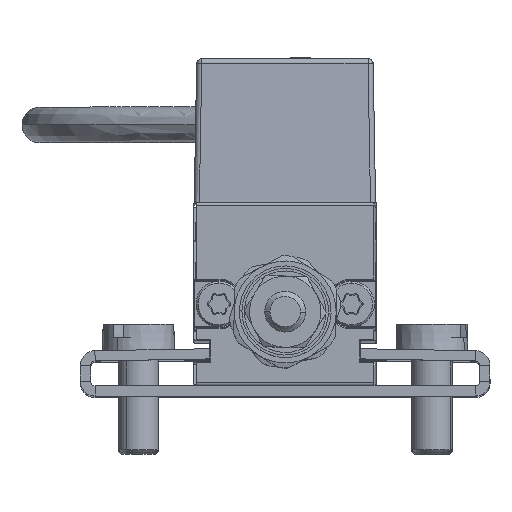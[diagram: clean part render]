
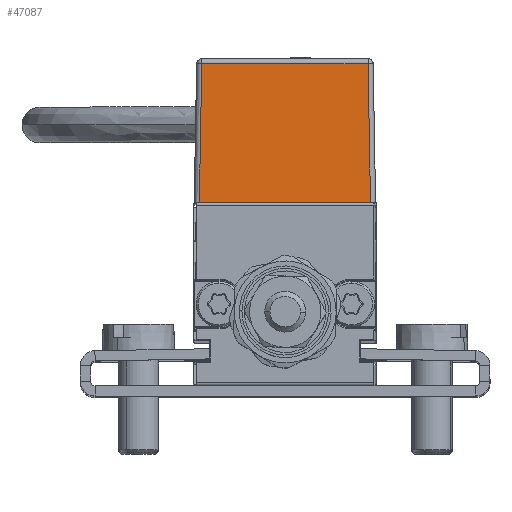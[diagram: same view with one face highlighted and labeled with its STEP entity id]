
A CAD part, top view. The second image highlights one B-rep face of the part: STEP entity #47087.
In plain terms, the highlighted planar face has unit normal (0, 0.018, 1).
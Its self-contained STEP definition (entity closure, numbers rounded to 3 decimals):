
#350 = VERTEX_POINT ( 'NONE', #13791 ) ;
#356 = VERTEX_POINT ( 'NONE', #13780 ) ;
#370 = VERTEX_POINT ( 'NONE', #13827 ) ;
#472 = VERTEX_POINT ( 'NONE', #14336 ) ;
#656 = ORIENTED_EDGE ( 'NONE', *, *, #47218, .T. ) ;
#658 = ORIENTED_EDGE ( 'NONE', *, *, #47210, .T. ) ;
#659 = ORIENTED_EDGE ( 'NONE', *, *, #47230, .T. ) ;
#660 = ORIENTED_EDGE ( 'NONE', *, *, #47209, .T. ) ;
#13780 = CARTESIAN_POINT ( 'NONE',  ( 8.129, 31.583, 132.547 ) ) ;
#13791 = CARTESIAN_POINT ( 'NONE',  ( 8.366, 18., 132.784 ) ) ;
#13827 = CARTESIAN_POINT ( 'NONE',  ( -8.189, 31.583, 132.547 ) ) ;
#14336 = CARTESIAN_POINT ( 'NONE',  ( -8.426, 18., 132.784 ) ) ;
#24591 = CARTESIAN_POINT ( 'NONE',  ( -8.426, 17.991, 132.784 ) ) ;
#24601 = LINE ( 'NONE', #24612, #30368 ) ;
#24603 = LINE ( 'NONE', #24591, #30364 ) ;
#24611 = DIRECTION ( 'NONE',  ( -0.017, -1., 0.017 ) ) ;
#24612 = CARTESIAN_POINT ( 'NONE',  ( 8.36, 18.302, 132.779 ) ) ;
#24614 = DIRECTION ( 'NONE',  ( -0.017, 1., -0.017 ) ) ;
#24643 = CARTESIAN_POINT ( 'NONE',  ( -8.929, 31.583, 132.547 ) ) ;
#24651 = LINE ( 'NONE', #24643, #30386 ) ;
#24658 = DIRECTION ( 'NONE',  ( -1., 0., 0. ) ) ;
#24694 = CARTESIAN_POINT ( 'NONE',  ( -8.929, 18., 132.784 ) ) ;
#24716 = LINE ( 'NONE', #24694, #30424 ) ;
#24723 = DIRECTION ( 'NONE',  ( 1., 0., 0. ) ) ;
#30364 = VECTOR ( 'NONE', #24611, 1000. ) ;
#30368 = VECTOR ( 'NONE', #24614, 1000. ) ;
#30386 = VECTOR ( 'NONE', #24658, 1000. ) ;
#30424 = VECTOR ( 'NONE', #24723, 1000. ) ;
#33864 = EDGE_LOOP ( 'NONE', ( #658, #656, #660, #659 ) ) ;
#39583 = AXIS2_PLACEMENT_3D ( 'NONE', #40759, #40760, #40761 ) ;
#40734 = PLANE ( 'NONE',  #39583 ) ;
#40749 = FACE_OUTER_BOUND ( 'NONE', #33864, .T. ) ;
#40759 = CARTESIAN_POINT ( 'NONE',  ( -8.929, 18., 132.784 ) ) ;
#40760 = DIRECTION ( 'NONE',  ( 0., 0.017, 1. ) ) ;
#40761 = DIRECTION ( 'NONE',  ( 0., -1., 0.017 ) ) ;
#47087 = ADVANCED_FACE ( 'NONE', ( #40749 ), #40734, .T. ) ;
#47209 = EDGE_CURVE ( 'NONE', #370, #472, #24603, .T. ) ;
#47210 = EDGE_CURVE ( 'NONE', #350, #356, #24601, .T. ) ;
#47218 = EDGE_CURVE ( 'NONE', #356, #370, #24651, .T. ) ;
#47230 = EDGE_CURVE ( 'NONE', #472, #350, #24716, .T. ) ;
